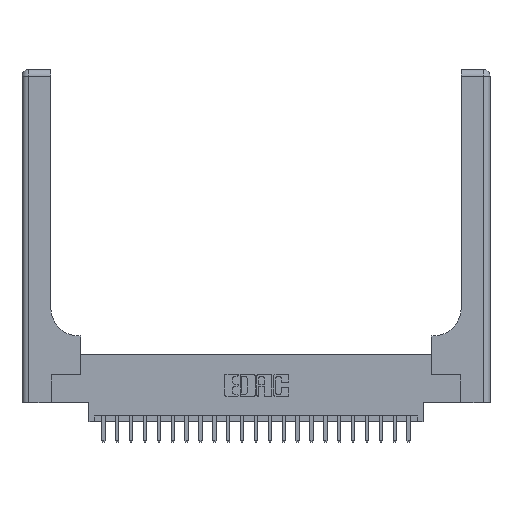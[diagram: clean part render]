
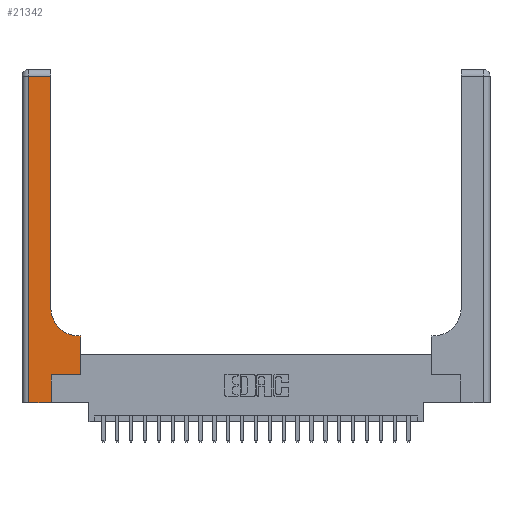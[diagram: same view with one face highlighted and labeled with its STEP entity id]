
A CAD part, top view. The second image highlights one B-rep face of the part: STEP entity #21342.
In plain terms, the highlighted planar face has unit normal (0, 0, 1).
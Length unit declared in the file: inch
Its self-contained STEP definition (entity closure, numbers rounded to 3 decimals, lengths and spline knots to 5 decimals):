
#154 = VECTOR ( 'NONE', #16989, 39.37008 ) ;
#529 = VECTOR ( 'NONE', #6206, 39.37008 ) ;
#659 = LINE ( 'NONE', #16674, #529 ) ;
#903 = ORIENTED_EDGE ( 'NONE', *, *, #23261, .T. ) ;
#998 = DIRECTION ( 'NONE',  ( 1., 0., 0. ) ) ;
#1153 = VERTEX_POINT ( 'NONE', #1828 ) ;
#1628 = ORIENTED_EDGE ( 'NONE', *, *, #18568, .T. ) ;
#1636 = PLANE ( 'NONE',  #11662 ) ;
#1828 = CARTESIAN_POINT ( 'NONE',  ( 0.265, 0.25, 0.37 ) ) ;
#1996 = CARTESIAN_POINT ( 'NONE',  ( 0., 3., 0.37 ) ) ;
#2062 = VECTOR ( 'NONE', #21723, 39.37008 ) ;
#2152 = VECTOR ( 'NONE', #19473, 39.37008 ) ;
#2807 = VERTEX_POINT ( 'NONE', #13413 ) ;
#3154 = CARTESIAN_POINT ( 'NONE',  ( 0.528, 0.6, 0.37 ) ) ;
#3493 = LINE ( 'NONE', #19893, #20755 ) ;
#3629 = VECTOR ( 'NONE', #11656, 39.37008 ) ;
#5484 = CARTESIAN_POINT ( 'NONE',  ( 0.26, 0.6, 0.37 ) ) ;
#5530 = ORIENTED_EDGE ( 'NONE', *, *, #17602, .T. ) ;
#5729 = ORIENTED_EDGE ( 'NONE', *, *, #12810, .T. ) ;
#6206 = DIRECTION ( 'NONE',  ( 0., 1., 0. ) ) ;
#6971 = ORIENTED_EDGE ( 'NONE', *, *, #22079, .T. ) ;
#7861 = EDGE_CURVE ( 'NONE', #17091, #10385, #18154, .T. ) ;
#9993 = CARTESIAN_POINT ( 'NONE',  ( 0.51, 0.85, 0.37 ) ) ;
#10060 = CARTESIAN_POINT ( 'NONE',  ( 0., 0., 0.37 ) ) ;
#10189 = LINE ( 'NONE', #21264, #2152 ) ;
#10385 = VERTEX_POINT ( 'NONE', #10726 ) ;
#10726 = CARTESIAN_POINT ( 'NONE',  ( 0.06, 2.94, 0.37 ) ) ;
#10926 = CARTESIAN_POINT ( 'NONE',  ( 0.265, 0., 0.37 ) ) ;
#11206 = VECTOR ( 'NONE', #16297, 39.37008 ) ;
#11656 = DIRECTION ( 'NONE',  ( 1., 0., 0. ) ) ;
#11662 = AXIS2_PLACEMENT_3D ( 'NONE', #1996, #16350, #12775 ) ;
#11859 = LINE ( 'NONE', #10060, #154 ) ;
#12171 = DIRECTION ( 'NONE',  ( 0., 1., 0. ) ) ;
#12775 = DIRECTION ( 'NONE',  ( -1., 0., 0. ) ) ;
#12810 = EDGE_CURVE ( 'NONE', #18649, #19369, #11859, .T. ) ;
#12841 = CARTESIAN_POINT ( 'NONE',  ( 0.26, 0.85, 0.37 ) ) ;
#13210 = CIRCLE ( 'NONE', #17763, 0.25 ) ;
#13250 = CARTESIAN_POINT ( 'NONE',  ( 0.06, 0., 0.37 ) ) ;
#13324 = ORIENTED_EDGE ( 'NONE', *, *, #13444, .T. ) ;
#13413 = CARTESIAN_POINT ( 'NONE',  ( 0.528, 0.25, 0.37 ) ) ;
#13444 = EDGE_CURVE ( 'NONE', #15002, #17091, #659, .T. ) ;
#14152 = ORIENTED_EDGE ( 'NONE', *, *, #7861, .T. ) ;
#14456 = CARTESIAN_POINT ( 'NONE',  ( 0.51, 0.6, 0.37 ) ) ;
#14472 = CARTESIAN_POINT ( 'NONE',  ( 0., 2.94, 0.37 ) ) ;
#14485 = VERTEX_POINT ( 'NONE', #3154 ) ;
#15002 = VERTEX_POINT ( 'NONE', #12841 ) ;
#15799 = EDGE_CURVE ( 'NONE', #19369, #1153, #3493, .T. ) ;
#16297 = DIRECTION ( 'NONE',  ( -1., 0., 0. ) ) ;
#16350 = DIRECTION ( 'NONE',  ( 0., 0., -1. ) ) ;
#16674 = CARTESIAN_POINT ( 'NONE',  ( 0.26, 3., 0.37 ) ) ;
#16770 = LINE ( 'NONE', #5484, #11206 ) ;
#16989 = DIRECTION ( 'NONE',  ( 1., 0., 0. ) ) ;
#17016 = CARTESIAN_POINT ( 'NONE',  ( 0.265, 0.25, 0.37 ) ) ;
#17091 = VERTEX_POINT ( 'NONE', #21005 ) ;
#17126 = LINE ( 'NONE', #17016, #3629 ) ;
#17256 = DIRECTION ( 'NONE',  ( 0., 0., -1. ) ) ;
#17507 = EDGE_LOOP ( 'NONE', ( #13324, #14152, #1628, #5729, #20750, #19178, #903, #5530, #6971 ) ) ;
#17602 = EDGE_CURVE ( 'NONE', #14485, #18221, #16770, .T. ) ;
#17763 = AXIS2_PLACEMENT_3D ( 'NONE', #9993, #17256, #998 ) ;
#17787 = EDGE_CURVE ( 'NONE', #1153, #2807, #17126, .T. ) ;
#17891 = FACE_OUTER_BOUND ( 'NONE', #17507, .T. ) ;
#18154 = LINE ( 'NONE', #14472, #2062 ) ;
#18221 = VERTEX_POINT ( 'NONE', #14456 ) ;
#18530 = DIRECTION ( 'NONE',  ( 0., 1., 0. ) ) ;
#18568 = EDGE_CURVE ( 'NONE', #10385, #18649, #10189, .T. ) ;
#18649 = VERTEX_POINT ( 'NONE', #13250 ) ;
#19178 = ORIENTED_EDGE ( 'NONE', *, *, #17787, .T. ) ;
#19369 = VERTEX_POINT ( 'NONE', #10926 ) ;
#19473 = DIRECTION ( 'NONE',  ( 0., -1., 0. ) ) ;
#19893 = CARTESIAN_POINT ( 'NONE',  ( 0.265, 0., 0.37 ) ) ;
#20080 = VECTOR ( 'NONE', #18530, 39.37008 ) ;
#20750 = ORIENTED_EDGE ( 'NONE', *, *, #15799, .T. ) ;
#20755 = VECTOR ( 'NONE', #12171, 39.37008 ) ;
#21005 = CARTESIAN_POINT ( 'NONE',  ( 0.26, 2.94, 0.37 ) ) ;
#21264 = CARTESIAN_POINT ( 'NONE',  ( 0.06, 3., 0.37 ) ) ;
#21342 = ADVANCED_FACE ( 'NONE', ( #17891 ), #1636, .F. ) ;
#21723 = DIRECTION ( 'NONE',  ( -1., 0., 0. ) ) ;
#22079 = EDGE_CURVE ( 'NONE', #18221, #15002, #13210, .T. ) ;
#22206 = CARTESIAN_POINT ( 'NONE',  ( 0.528, 0.25, 0.37 ) ) ;
#22333 = LINE ( 'NONE', #22206, #20080 ) ;
#23261 = EDGE_CURVE ( 'NONE', #2807, #14485, #22333, .T. ) ;
